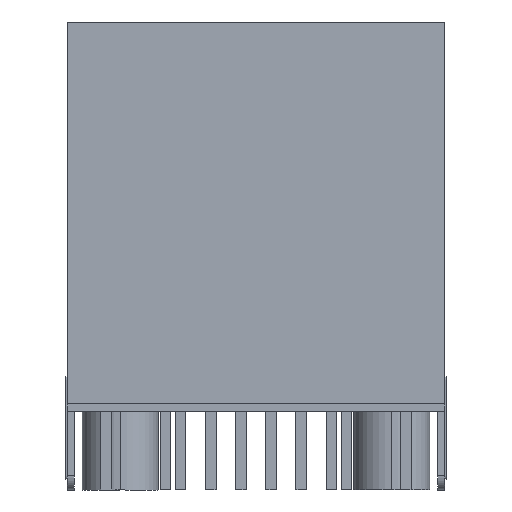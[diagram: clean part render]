
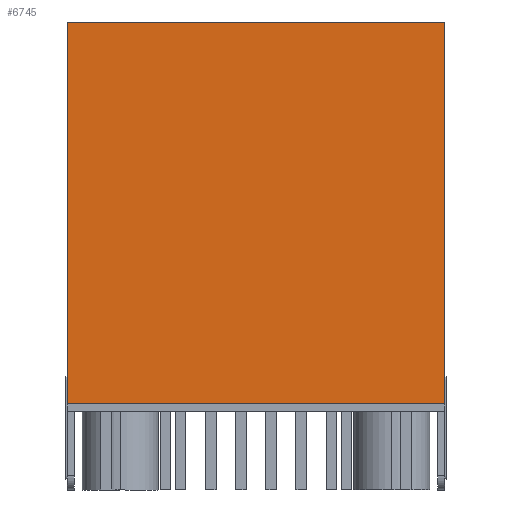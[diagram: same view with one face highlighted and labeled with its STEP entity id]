
A CAD part, front view. The second image highlights one B-rep face of the part: STEP entity #6745.
In plain terms, the highlighted planar face has unit normal (0, -1, 0).
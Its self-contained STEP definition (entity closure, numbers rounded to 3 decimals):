
#813 = EDGE_LOOP ( 'NONE', ( #9200, #9199, #9193, #9194, #9187, #9186 ) ) ;
#2161 = CARTESIAN_POINT ( 'NONE',  ( -7.95, -8.3, 8.2 ) ) ;
#2168 = DIRECTION ( 'NONE',  ( 1., 0., 0. ) ) ;
#2207 = CARTESIAN_POINT ( 'NONE',  ( 8.4, -8.3, -7.873 ) ) ;
#2209 = DIRECTION ( 'NONE',  ( -1., 0., 0. ) ) ;
#2324 = CARTESIAN_POINT ( 'NONE',  ( -7.95, -8.3, -8.2 ) ) ;
#2326 = DIRECTION ( 'NONE',  ( 0., 0., 1. ) ) ;
#2336 = CARTESIAN_POINT ( 'NONE',  ( 7.95, -8.3, -8.2 ) ) ;
#2337 = DIRECTION ( 'NONE',  ( 0., 0., 1. ) ) ;
#2393 = CARTESIAN_POINT ( 'NONE',  ( -7.95, -8.3, -8.2 ) ) ;
#2398 = DIRECTION ( 'NONE',  ( 0., 0., 1. ) ) ;
#2407 = DIRECTION ( 'NONE',  ( 0., 0., 1. ) ) ;
#2413 = CARTESIAN_POINT ( 'NONE',  ( 7.95, -8.3, -8.2 ) ) ;
#2469 = CARTESIAN_POINT ( 'NONE',  ( 7.95, -8.3, 8.056 ) ) ;
#2489 = CARTESIAN_POINT ( 'NONE',  ( 7.95, -8.3, -7.873 ) ) ;
#2550 = CARTESIAN_POINT ( 'NONE',  ( -7.95, -8.3, 8.056 ) ) ;
#2555 = CARTESIAN_POINT ( 'NONE',  ( -7.95, -8.3, 8.2 ) ) ;
#2577 = CARTESIAN_POINT ( 'NONE',  ( 7.95, -8.3, 8.2 ) ) ;
#2638 = CARTESIAN_POINT ( 'NONE',  ( -7.95, -8.3, -7.873 ) ) ;
#6209 = LINE ( 'NONE', #2161, #6216 ) ;
#6216 = VECTOR ( 'NONE', #2168, 1000. ) ;
#6253 = LINE ( 'NONE', #2207, #6256 ) ;
#6256 = VECTOR ( 'NONE', #2209, 1000. ) ;
#6364 = LINE ( 'NONE', #2324, #6367 ) ;
#6367 = VECTOR ( 'NONE', #2326, 1000. ) ;
#6376 = LINE ( 'NONE', #2336, #6379 ) ;
#6379 = VECTOR ( 'NONE', #2337, 1000. ) ;
#6412 = LINE ( 'NONE', #2393, #6426 ) ;
#6426 = VECTOR ( 'NONE', #2398, 1000. ) ;
#6445 = LINE ( 'NONE', #2413, #6447 ) ;
#6447 = VECTOR ( 'NONE', #2407, 1000. ) ;
#6745 = ADVANCED_FACE ( 'NONE', ( #8958 ), #8674, .T. ) ;
#8562 = DIRECTION ( 'NONE',  ( 0., -1., 0. ) ) ;
#8563 = DIRECTION ( 'NONE',  ( 0., 0., -1. ) ) ;
#8567 = CARTESIAN_POINT ( 'NONE',  ( -7.95, -8.3, -8.2 ) ) ;
#8674 = PLANE ( 'NONE',  #10248 ) ;
#8958 = FACE_OUTER_BOUND ( 'NONE', #813, .T. ) ;
#9186 = ORIENTED_EDGE ( 'NONE', *, *, #11664, .F. ) ;
#9187 = ORIENTED_EDGE ( 'NONE', *, *, #11697, .F. ) ;
#9193 = ORIENTED_EDGE ( 'NONE', *, *, #11709, .T. ) ;
#9194 = ORIENTED_EDGE ( 'NONE', *, *, #11587, .F. ) ;
#9199 = ORIENTED_EDGE ( 'NONE', *, *, #11670, .T. ) ;
#9200 = ORIENTED_EDGE ( 'NONE', *, *, #11607, .F. ) ;
#10248 = AXIS2_PLACEMENT_3D ( 'NONE', #8567, #8562, #8563 ) ;
#11587 = EDGE_CURVE ( 'NONE', #11837, #11859, #6209, .T. ) ;
#11607 = EDGE_CURVE ( 'NONE', #11763, #11920, #6253, .T. ) ;
#11664 = EDGE_CURVE ( 'NONE', #11920, #11832, #6364, .T. ) ;
#11670 = EDGE_CURVE ( 'NONE', #11763, #11743, #6376, .T. ) ;
#11697 = EDGE_CURVE ( 'NONE', #11832, #11837, #6412, .T. ) ;
#11709 = EDGE_CURVE ( 'NONE', #11743, #11859, #6445, .T. ) ;
#11743 = VERTEX_POINT ( 'NONE', #2469 ) ;
#11763 = VERTEX_POINT ( 'NONE', #2489 ) ;
#11832 = VERTEX_POINT ( 'NONE', #2550 ) ;
#11837 = VERTEX_POINT ( 'NONE', #2555 ) ;
#11859 = VERTEX_POINT ( 'NONE', #2577 ) ;
#11920 = VERTEX_POINT ( 'NONE', #2638 ) ;
